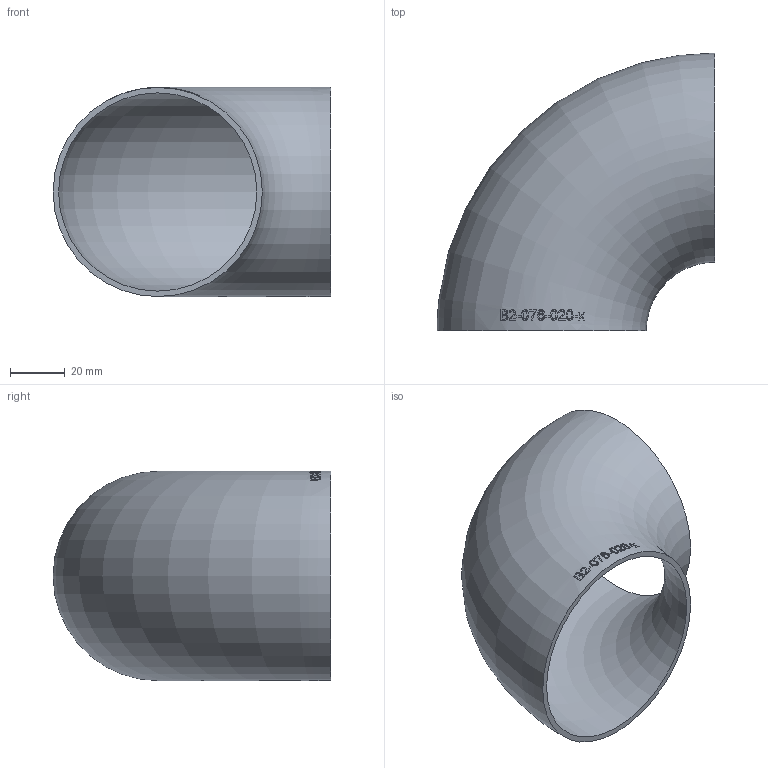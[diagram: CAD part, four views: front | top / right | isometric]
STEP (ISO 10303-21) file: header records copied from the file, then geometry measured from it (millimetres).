
FILE_DESCRIPTION (( 'STEP AP214' ), '1' );
FILE_NAME ('B2-076-020-x Bogen 2003.STEP', '2020-03-31T12:00:53', ( '' ), ( '' ), 'SwSTEP 2.0', 'SolidWorks 2019', '' );
FILE_SCHEMA (( 'AUTOMOTIVE_DESIGN' ));
Length unit declared in the file: millimetre
Products named in the file (1): B2-076-020-x Bogen 2003
Bounding box: 101.05 x 101.05 x 76.1 mm (x, y, z)
Volume: 46072.9 mm3; surface area: 47011.5 mm2
Topology: 1 solids, 1 shells, 149 faces, 391 edges, 261 vertices
Faces by surface type: bspline 126, torus 21, plane 2
Entity records: 21336 total; most frequent: CARTESIAN_POINT 17279, ORIENTED_EDGE 764, EDGE_CURVE 382, B_SPLINE_CURVE_WITH_KNOTS 378, VERTEX_POINT 256, EDGE_LOOP 170, FACE_OUTER_BOUND 150, ADVANCED_FACE 148
